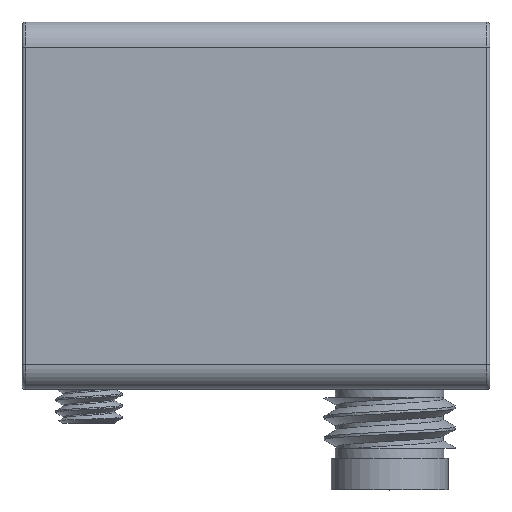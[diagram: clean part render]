
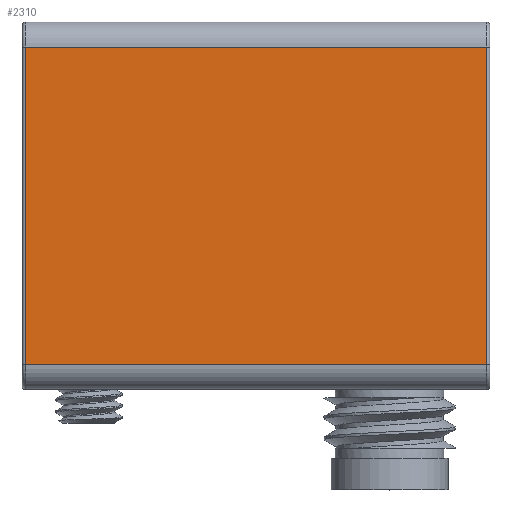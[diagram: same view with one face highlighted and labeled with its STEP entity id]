
A CAD part, top view. The second image highlights one B-rep face of the part: STEP entity #2310.
In plain terms, the highlighted planar face has unit normal (0, 0, 1).
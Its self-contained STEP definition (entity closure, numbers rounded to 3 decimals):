
#106=PLANE('',#2570);
#324=FACE_OUTER_BOUND('',#477,.T.);
#477=EDGE_LOOP('',(#2090,#2091,#2092,#2093));
#810=LINE('',#8863,#927);
#813=LINE('',#8874,#930);
#814=LINE('',#8876,#931);
#815=LINE('',#8877,#932);
#927=VECTOR('',#3104,10.);
#930=VECTOR('',#3119,10.);
#931=VECTOR('',#3120,10.);
#932=VECTOR('',#3121,10.);
#1136=VERTEX_POINT('',#8855);
#1138=VERTEX_POINT('',#8861);
#1140=VERTEX_POINT('',#8873);
#1141=VERTEX_POINT('',#8875);
#1458=EDGE_CURVE('',#1138,#1136,#810,.T.);
#1464=EDGE_CURVE('',#1140,#1138,#813,.T.);
#1465=EDGE_CURVE('',#1141,#1140,#814,.T.);
#1466=EDGE_CURVE('',#1136,#1141,#815,.T.);
#2090=ORIENTED_EDGE('',*,*,#1458,.F.);
#2091=ORIENTED_EDGE('',*,*,#1464,.F.);
#2092=ORIENTED_EDGE('',*,*,#1465,.F.);
#2093=ORIENTED_EDGE('',*,*,#1466,.F.);
#2310=ADVANCED_FACE('',(#324),#106,.T.);
#2570=AXIS2_PLACEMENT_3D('',#8872,#3117,#3118);
#3104=DIRECTION('',(0.,1.,0.));
#3117=DIRECTION('center_axis',(0.,0.,1.));
#3118=DIRECTION('ref_axis',(1.,0.,0.));
#3119=DIRECTION('',(-1.,0.,0.));
#3120=DIRECTION('',(0.,-1.,0.));
#3121=DIRECTION('',(1.,0.,0.));
#8855=CARTESIAN_POINT('',(0.2,20.5,12.));
#8861=CARTESIAN_POINT('',(0.2,1.5,12.));
#8863=CARTESIAN_POINT('',(0.2,16.5,12.));
#8872=CARTESIAN_POINT('Origin',(14.,11.,12.));
#8873=CARTESIAN_POINT('',(27.8,1.5,12.));
#8874=CARTESIAN_POINT('',(7.,1.5,12.));
#8875=CARTESIAN_POINT('',(27.8,20.5,12.));
#8876=CARTESIAN_POINT('',(27.8,5.5,12.));
#8877=CARTESIAN_POINT('',(21.,20.5,12.));
